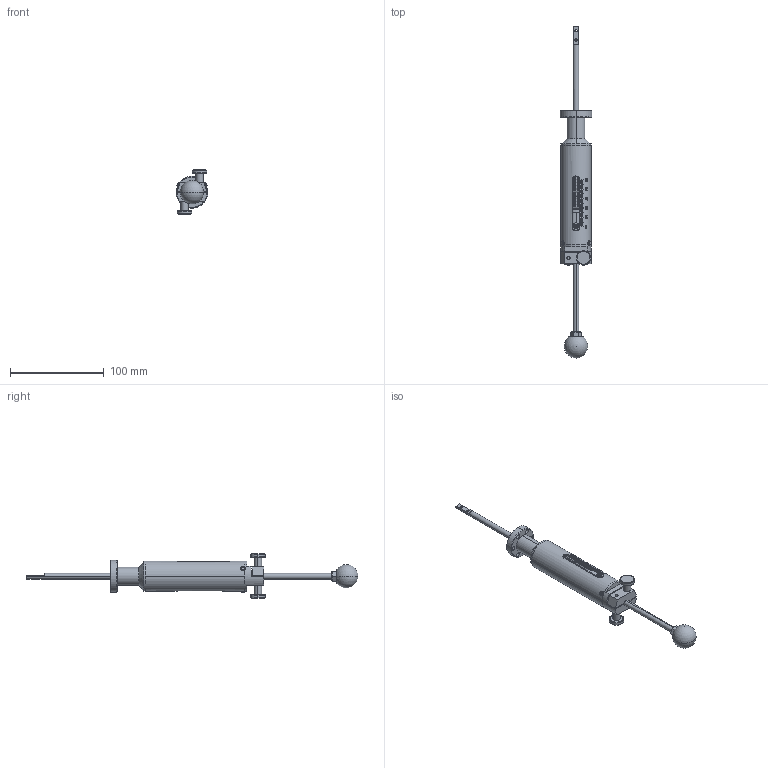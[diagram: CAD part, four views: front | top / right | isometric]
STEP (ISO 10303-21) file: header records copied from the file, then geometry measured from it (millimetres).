
FILE_DESCRIPTION (( 'STEP AP214' ), '1' );
FILE_NAME ('612-LD50-PP-C16.STEP', '2020-10-05T11:22:58', ( '' ), ( '' ), 'SwSTEP 2.0', 'SolidWorks 2017', '' );
FILE_SCHEMA (( 'AUTOMOTIVE_DESIGN' ));
Length unit declared in the file: millimetre
Products named in the file (21): 9453-EWB-14-26-X_9453-EWB-14-26-50; ISO 1207 - M2 x 5 --- 5C_ISO 1207 - M2 x 5 --- 5C; 9612-CLD-21-X_Expand-Varia50; 906-XSM-0608-10; Hexagon Nut ISO 4032 - M6 - D - C_Hexagon Nut ISO 4032 - M6 - D - C; Washer DIN 125 - A 2.2_Washer DIN 125 - A 2.2; 906-KNOB-D25-M6-319-AL; 9612-LD-8; DIN 912 M2.5 x 8 --- 8N_DIN 912 M2.5 x 8 --- 8N; 9612-LD-PP-7-X_Version 50 mm; 9612-LD-13-X_Version 50 mm; 612-LD50-PP-C16; 906-XFM-X-X_906-XFM-06-10; 9612-CLD-8B; 9612-CLD-17; 9612-LD-22; 9612-LD-4D-X_9612-LD-9-50; 9453-EWB-14-26_expand.; 9612-CLD-20B_DN16 CF; 9612-LDX-PP-5; 903-SCREW-M4x16-464
Assembly tree (68 placements, depth 4):
  612-LD50-PP-C16
    9612-CLD-21-X_Expand-Varia50
      9612-CLD-20B_DN16 CF
      9453-EWB-14-26-X_9453-EWB-14-26-50
        9453-EWB-14-26_expand.  x41
      9612-CLD-8B
    9612-LD-13-X_Version 50 mm
    9612-LD-4D-X_9612-LD-9-50
    9612-LD-22
    906-XFM-X-X_906-XFM-06-10
    9612-LDX-PP-5
    906-XSM-0608-10
    9612-LD-PP-7-X_Version 50 mm
    9612-LD-8
    903-SCREW-M4x16-464  x2
    906-KNOB-D25-M6-319-AL
    Washer DIN 125 - A 2.2_Washer DIN 125 - A 2.2  x3
    Hexagon Nut ISO 4032 - M6 - D - C_Hexagon Nut ISO 4032 - M6 - D - C  x2
    ISO 1207 - M2 x 5 --- 5C_ISO 1207 - M2 x 5 --- 5C  x3
    DIN 912 M2.5 x 8 --- 8N_DIN 912 M2.5 x 8 --- 8N  x2
    9612-CLD-17  x2
Bounding box: 33.8 x 353.2 x 47.1 mm (x, y, z)
Volume: 81810.4 mm3; surface area: 83829.4 mm2
Topology: 66 solids, 66 shells, 1623 faces, 3755 edges, 2333 vertices
Faces by surface type: plane 623, cylinder 495, cone 277, bspline 192, torus 34, sphere 2
Entity records: 66469 total; most frequent: CARTESIAN_POINT 38829, ORIENTED_EDGE 5594, DIRECTION 5089, EDGE_CURVE 2797, AXIS2_PLACEMENT_3D 1925, VERTEX_POINT 1825, EDGE_LOOP 1384, LINE 1239
